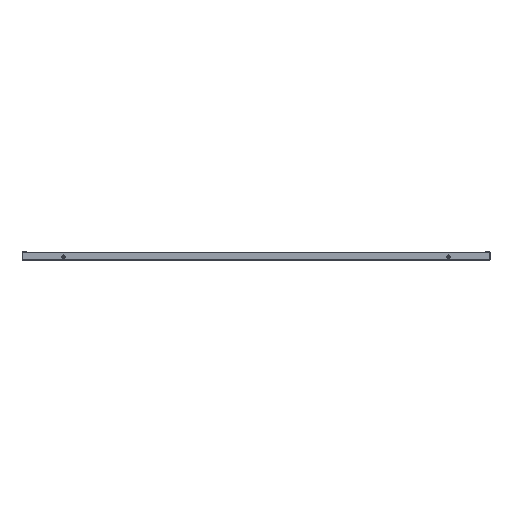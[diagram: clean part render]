
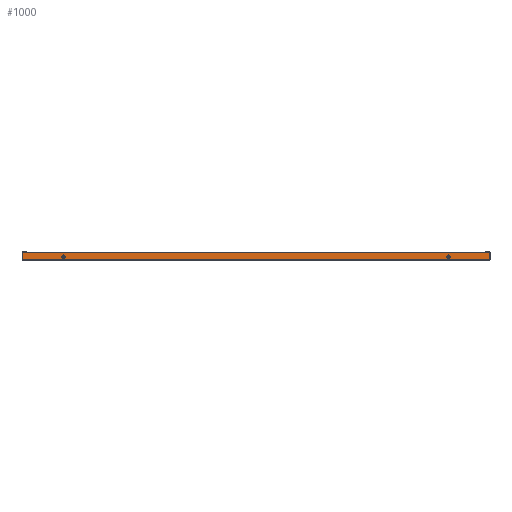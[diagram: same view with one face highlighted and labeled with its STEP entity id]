
A CAD part, front view. The second image highlights one B-rep face of the part: STEP entity #1000.
In plain terms, the highlighted planar face has unit normal (0, -1, 0).
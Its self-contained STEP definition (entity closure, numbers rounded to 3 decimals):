
#1000 = ADVANCED_FACE ( 'NONE', ( #15674, #15666, #15664 ), #13579, .F. ) ;
#1207 = CARTESIAN_POINT ( 'NONE',  ( 471.4, -880.5, 5.5 ) ) ;
#1210 = CARTESIAN_POINT ( 'NONE',  ( -471.4, -880.5, 13.5 ) ) ;
#1222 = CARTESIAN_POINT ( 'NONE',  ( -471.4, -880.5, 5.5 ) ) ;
#1267 = CARTESIAN_POINT ( 'NONE',  ( 571.4, -880.5, 1.51 ) ) ;
#1529 = CARTESIAN_POINT ( 'NONE',  ( 571.4, -880.5, 18.5 ) ) ;
#1534 = CARTESIAN_POINT ( 'NONE',  ( -571.4, -880.5, 18.5 ) ) ;
#1539 = CARTESIAN_POINT ( 'NONE',  ( -571.4, -880.5, 1.51 ) ) ;
#1555 = CARTESIAN_POINT ( 'NONE',  ( 471.4, -880.5, 13.5 ) ) ;
#1893 = DIRECTION ( 'NONE',  ( 0., 0., -1. ) ) ;
#1895 = DIRECTION ( 'NONE',  ( 0., 1., 0. ) ) ;
#1908 = CARTESIAN_POINT ( 'NONE',  ( 471.4, -880.5, 9.5 ) ) ;
#1909 = DIRECTION ( 'NONE',  ( -1., 0., 0. ) ) ;
#1910 = CARTESIAN_POINT ( 'NONE',  ( -571.5, -880.5, 1.51 ) ) ;
#1914 = DIRECTION ( 'NONE',  ( 0., 0., 1. ) ) ;
#1930 = DIRECTION ( 'NONE',  ( -1., 0., 0. ) ) ;
#1931 = CARTESIAN_POINT ( 'NONE',  ( -571.5, -880.5, 18.5 ) ) ;
#1935 = DIRECTION ( 'NONE',  ( 0., 0., -1. ) ) ;
#1940 = DIRECTION ( 'NONE',  ( 0., -1., 0. ) ) ;
#1953 = CARTESIAN_POINT ( 'NONE',  ( 571.4, -880.5, 1.51 ) ) ;
#1956 = DIRECTION ( 'NONE',  ( 0., 0., 1. ) ) ;
#1967 = CARTESIAN_POINT ( 'NONE',  ( -471.4, -880.5, 9.5 ) ) ;
#1973 = CARTESIAN_POINT ( 'NONE',  ( -571.4, -880.5, 1.51 ) ) ;
#2366 = DIRECTION ( 'NONE',  ( 0., 0., -1. ) ) ;
#2367 = DIRECTION ( 'NONE',  ( 0., -1., 0. ) ) ;
#2368 = CARTESIAN_POINT ( 'NONE',  ( -471.4, -880.5, 9.5 ) ) ;
#2391 = DIRECTION ( 'NONE',  ( 0., 0., -1. ) ) ;
#2392 = DIRECTION ( 'NONE',  ( 0., 1., 0. ) ) ;
#2393 = CARTESIAN_POINT ( 'NONE',  ( 471.4, -880.5, 9.5 ) ) ;
#6951 = CIRCLE ( 'NONE', #15967, 4. ) ;
#6988 = CIRCLE ( 'NONE', #15971, 4. ) ;
#7029 = AXIS2_PLACEMENT_3D ( 'NONE', #13581, #13578, #13577 ) ;
#7755 = AXIS2_PLACEMENT_3D ( 'NONE', #1908, #1895, #1893 ) ;
#7758 = AXIS2_PLACEMENT_3D ( 'NONE', #1967, #1940, #1935 ) ;
#12911 = EDGE_CURVE ( 'NONE', #14120, #13955, #6988, .T. ) ;
#12919 = EDGE_CURVE ( 'NONE', #14117, #14106, #6951, .T. ) ;
#13033 = EDGE_CURVE ( 'NONE', #13970, #13975, #15891, .T. ) ;
#13035 = EDGE_CURVE ( 'NONE', #14106, #14117, #15873, .T. ) ;
#13036 = EDGE_CURVE ( 'NONE', #13980, #13975, #15878, .T. ) ;
#13037 = EDGE_CURVE ( 'NONE', #14062, #13980, #15874, .T. ) ;
#13038 = EDGE_CURVE ( 'NONE', #14062, #13970, #15870, .T. ) ;
#13039 = EDGE_CURVE ( 'NONE', #13955, #14120, #15863, .T. ) ;
#13577 = DIRECTION ( 'NONE',  ( 0., 0., 1. ) ) ;
#13578 = DIRECTION ( 'NONE',  ( 0., 1., 0. ) ) ;
#13579 = PLANE ( 'NONE',  #7029 ) ;
#13581 = CARTESIAN_POINT ( 'NONE',  ( -571.5, -880.5, 18.5 ) ) ;
#13955 = VERTEX_POINT ( 'NONE', #1555 ) ;
#13970 = VERTEX_POINT ( 'NONE', #1539 ) ;
#13975 = VERTEX_POINT ( 'NONE', #1534 ) ;
#13980 = VERTEX_POINT ( 'NONE', #1529 ) ;
#14062 = VERTEX_POINT ( 'NONE', #1267 ) ;
#14106 = VERTEX_POINT ( 'NONE', #1222 ) ;
#14117 = VERTEX_POINT ( 'NONE', #1210 ) ;
#14120 = VERTEX_POINT ( 'NONE', #1207 ) ;
#15664 = FACE_BOUND ( 'NONE', #26873, .T. ) ;
#15666 = FACE_BOUND ( 'NONE', #26992, .T. ) ;
#15674 = FACE_OUTER_BOUND ( 'NONE', #26990, .T. ) ;
#15863 = CIRCLE ( 'NONE', #7755, 4. ) ;
#15868 = VECTOR ( 'NONE', #1909, 1000. ) ;
#15870 = LINE ( 'NONE', #1910, #15868 ) ;
#15872 = VECTOR ( 'NONE', #1914, 1000. ) ;
#15873 = CIRCLE ( 'NONE', #7758, 4. ) ;
#15874 = LINE ( 'NONE', #1953, #15872 ) ;
#15877 = VECTOR ( 'NONE', #1930, 1000. ) ;
#15878 = LINE ( 'NONE', #1931, #15877 ) ;
#15881 = VECTOR ( 'NONE', #1956, 1000. ) ;
#15891 = LINE ( 'NONE', #1973, #15881 ) ;
#15967 = AXIS2_PLACEMENT_3D ( 'NONE', #2368, #2367, #2366 ) ;
#15971 = AXIS2_PLACEMENT_3D ( 'NONE', #2393, #2392, #2391 ) ;
#22009 = ORIENTED_EDGE ( 'NONE', *, *, #13037, .T. ) ;
#22011 = ORIENTED_EDGE ( 'NONE', *, *, #13036, .T. ) ;
#22013 = ORIENTED_EDGE ( 'NONE', *, *, #13033, .F. ) ;
#22015 = ORIENTED_EDGE ( 'NONE', *, *, #13038, .F. ) ;
#22017 = ORIENTED_EDGE ( 'NONE', *, *, #13035, .F. ) ;
#22019 = ORIENTED_EDGE ( 'NONE', *, *, #12919, .F. ) ;
#22020 = ORIENTED_EDGE ( 'NONE', *, *, #12911, .T. ) ;
#22021 = ORIENTED_EDGE ( 'NONE', *, *, #13039, .T. ) ;
#26873 = EDGE_LOOP ( 'NONE', ( #22020, #22021 ) ) ;
#26990 = EDGE_LOOP ( 'NONE', ( #22009, #22011, #22013, #22015 ) ) ;
#26992 = EDGE_LOOP ( 'NONE', ( #22017, #22019 ) ) ;
